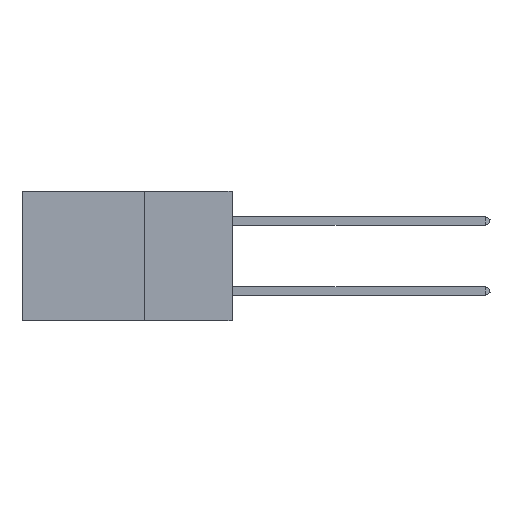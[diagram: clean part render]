
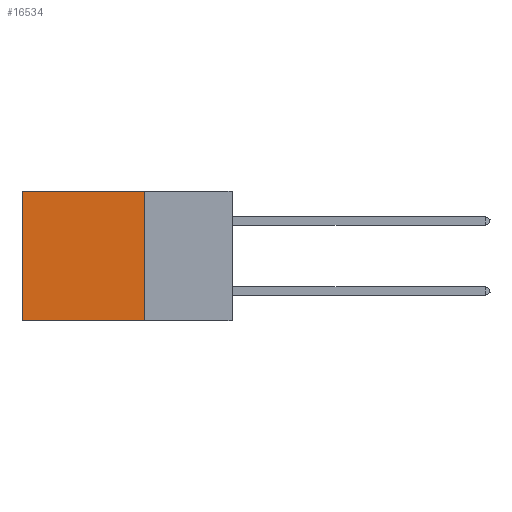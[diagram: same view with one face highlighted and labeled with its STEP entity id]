
A CAD part, left-side view. The second image highlights one B-rep face of the part: STEP entity #16534.
In plain terms, the highlighted planar face has unit normal (-1, 0, 0).
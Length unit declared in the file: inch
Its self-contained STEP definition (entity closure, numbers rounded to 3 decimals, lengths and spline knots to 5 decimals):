
#566 = VERTEX_POINT ( 'NONE', #5359 ) ;
#655 = AXIS2_PLACEMENT_3D ( 'NONE', #45015, #22938, #22604 ) ;
#1585 = CARTESIAN_POINT ( 'NONE',  ( 0.2875, 0.25, -0.37 ) ) ;
#3118 = DIRECTION ( 'NONE',  ( 0., 0., -1. ) ) ;
#4295 = CARTESIAN_POINT ( 'NONE',  ( 0.2875, 0.6, -0.37 ) ) ;
#5359 = CARTESIAN_POINT ( 'NONE',  ( 0.2875, 0.6, 0. ) ) ;
#6563 = CARTESIAN_POINT ( 'NONE',  ( 0.2875, 0.25, 0. ) ) ;
#6806 = ORIENTED_EDGE ( 'NONE', *, *, #15278, .F. ) ;
#7918 = FACE_OUTER_BOUND ( 'NONE', #47301, .T. ) ;
#9832 = DIRECTION ( 'NONE',  ( 0., 1., 0. ) ) ;
#10398 = VECTOR ( 'NONE', #35077, 39.37008 ) ;
#10466 = CARTESIAN_POINT ( 'NONE',  ( 0.2875, 0.6, 0. ) ) ;
#14262 = LINE ( 'NONE', #6563, #30550 ) ;
#15278 = EDGE_CURVE ( 'NONE', #43367, #21409, #34910, .T. ) ;
#16534 = ADVANCED_FACE ( 'NONE', ( #7918 ), #18861, .F. ) ;
#18189 = EDGE_CURVE ( 'NONE', #24282, #43367, #14262, .T. ) ;
#18861 = PLANE ( 'NONE',  #655 ) ;
#19871 = EDGE_CURVE ( 'NONE', #24282, #566, #36796, .T. ) ;
#21409 = VERTEX_POINT ( 'NONE', #4295 ) ;
#22604 = DIRECTION ( 'NONE',  ( 0., 0., -1. ) ) ;
#22938 = DIRECTION ( 'NONE',  ( 1., 0., 0. ) ) ;
#24282 = VERTEX_POINT ( 'NONE', #24842 ) ;
#24636 = DIRECTION ( 'NONE',  ( 0., 0., -1. ) ) ;
#24842 = CARTESIAN_POINT ( 'NONE',  ( 0.2875, 0.25, 0. ) ) ;
#26051 = VECTOR ( 'NONE', #24636, 39.37008 ) ;
#27604 = CARTESIAN_POINT ( 'NONE',  ( 0.2875, 0.25, 0. ) ) ;
#30117 = ORIENTED_EDGE ( 'NONE', *, *, #19871, .T. ) ;
#30550 = VECTOR ( 'NONE', #3118, 39.37008 ) ;
#31495 = EDGE_CURVE ( 'NONE', #566, #21409, #37156, .T. ) ;
#32033 = ORIENTED_EDGE ( 'NONE', *, *, #31495, .T. ) ;
#34463 = VECTOR ( 'NONE', #9832, 39.37008 ) ;
#34910 = LINE ( 'NONE', #1585, #10398 ) ;
#35077 = DIRECTION ( 'NONE',  ( 0., 1., 0. ) ) ;
#36796 = LINE ( 'NONE', #27604, #34463 ) ;
#37156 = LINE ( 'NONE', #10466, #26051 ) ;
#39670 = CARTESIAN_POINT ( 'NONE',  ( 0.2875, 0.25, -0.37 ) ) ;
#43367 = VERTEX_POINT ( 'NONE', #39670 ) ;
#43511 = ORIENTED_EDGE ( 'NONE', *, *, #18189, .F. ) ;
#45015 = CARTESIAN_POINT ( 'NONE',  ( 0.2875, 0.25, 0. ) ) ;
#47301 = EDGE_LOOP ( 'NONE', ( #32033, #6806, #43511, #30117 ) ) ;
